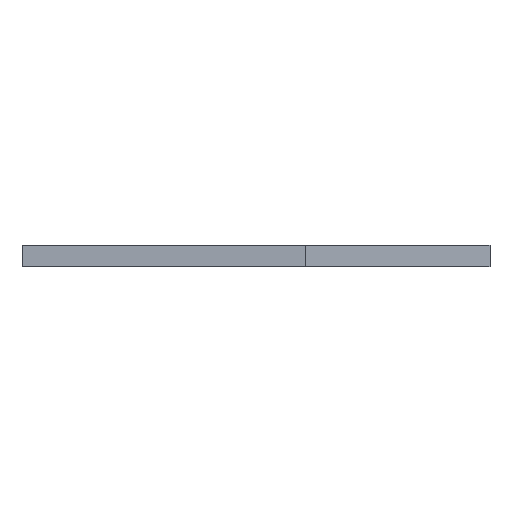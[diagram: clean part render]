
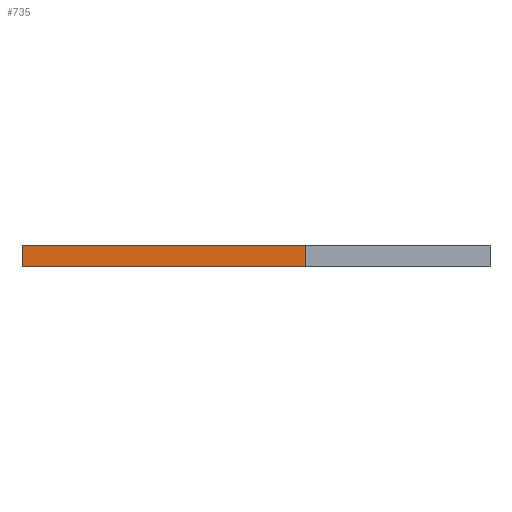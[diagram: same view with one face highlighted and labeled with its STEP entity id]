
A CAD part, left-side view. The second image highlights one B-rep face of the part: STEP entity #735.
In plain terms, the highlighted planar face has unit normal (-1, 0, 0).
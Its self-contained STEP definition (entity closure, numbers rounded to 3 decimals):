
#125=FACE_OUTER_BOUND('',#173,.T.);
#173=EDGE_LOOP('',(#597,#598,#599,#600));
#265=LINE('',#1162,#331);
#266=LINE('',#1165,#332);
#267=LINE('',#1167,#333);
#268=LINE('',#1168,#334);
#331=VECTOR('',#967,2.);
#332=VECTOR('',#970,26.559);
#333=VECTOR('',#971,26.559);
#334=VECTOR('',#972,2.);
#403=VERTEX_POINT('',#1158);
#404=VERTEX_POINT('',#1160);
#405=VERTEX_POINT('',#1164);
#406=VERTEX_POINT('',#1166);
#489=EDGE_CURVE('',#403,#404,#265,.T.);
#490=EDGE_CURVE('',#405,#403,#266,.T.);
#491=EDGE_CURVE('',#406,#404,#267,.T.);
#492=EDGE_CURVE('',#405,#406,#268,.T.);
#597=ORIENTED_EDGE('',*,*,#490,.T.);
#598=ORIENTED_EDGE('',*,*,#489,.T.);
#599=ORIENTED_EDGE('',*,*,#491,.F.);
#600=ORIENTED_EDGE('',*,*,#492,.F.);
#699=PLANE('',#797);
#735=ADVANCED_FACE('',(#125),#699,.T.);
#797=AXIS2_PLACEMENT_3D('',#1163,#968,#969);
#967=DIRECTION('',(0.,0.,1.));
#968=DIRECTION('center_axis',(-1.,0.,0.));
#969=DIRECTION('ref_axis',(0.,-1.,0.));
#970=DIRECTION('',(0.,-1.,0.));
#971=DIRECTION('',(0.,-1.,0.));
#972=DIRECTION('',(0.,0.,1.));
#1158=CARTESIAN_POINT('',(-33.,-12.559,0.));
#1160=CARTESIAN_POINT('',(-33.,-12.559,2.));
#1162=CARTESIAN_POINT('',(-33.,-12.559,0.));
#1163=CARTESIAN_POINT('Origin',(-33.,14.,0.));
#1164=CARTESIAN_POINT('',(-33.,14.,0.));
#1165=CARTESIAN_POINT('',(-33.,14.,0.));
#1166=CARTESIAN_POINT('',(-33.,14.,2.));
#1167=CARTESIAN_POINT('',(-33.,14.,2.));
#1168=CARTESIAN_POINT('',(-33.,14.,0.));
